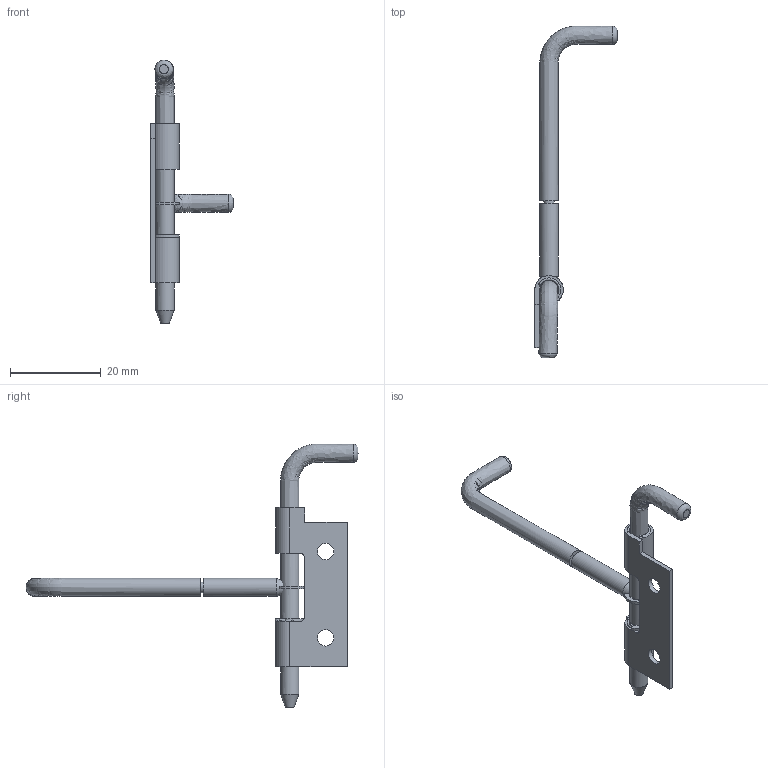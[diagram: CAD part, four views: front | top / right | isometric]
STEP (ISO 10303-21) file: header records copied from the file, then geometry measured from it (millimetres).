
FILE_DESCRIPTION( ( 'STEP AP203' ), '1' );
FILE_NAME( ' ', ' ', ( ' ' ), ( ' ' ), 'PSStep 10.0', ' ', ' ' );
FILE_SCHEMA( ( 'CONFIG_CONTROL_DESIGN' ) );
Length unit declared in the file: millimetre
Products named in the file (6): Assem1; 1; 2; 3; 4; 5
Bounding box: 18.14 x 73.01 x 58 mm (x, y, z)
Volume: 2978.9 mm3; surface area: 5180.6 mm2
Topology: 10 solids, 10 shells, 118 faces, 304 edges, 206 vertices
Faces by surface type: cylinder 60, plane 44, bspline 14
Full cylindrical faces by diameter (mm): 0.5 x2, 2.3 x2, 3.6 x4
Entity records: 3785 total; most frequent: CARTESIAN_POINT 2126, DIRECTION 298, ORIENTED_EDGE 268, EDGE_CURVE 134, AXIS2_PLACEMENT_3D 118, VERTEX_POINT 96, EDGE_LOOP 78, FACE_OUTER_BOUND 70
